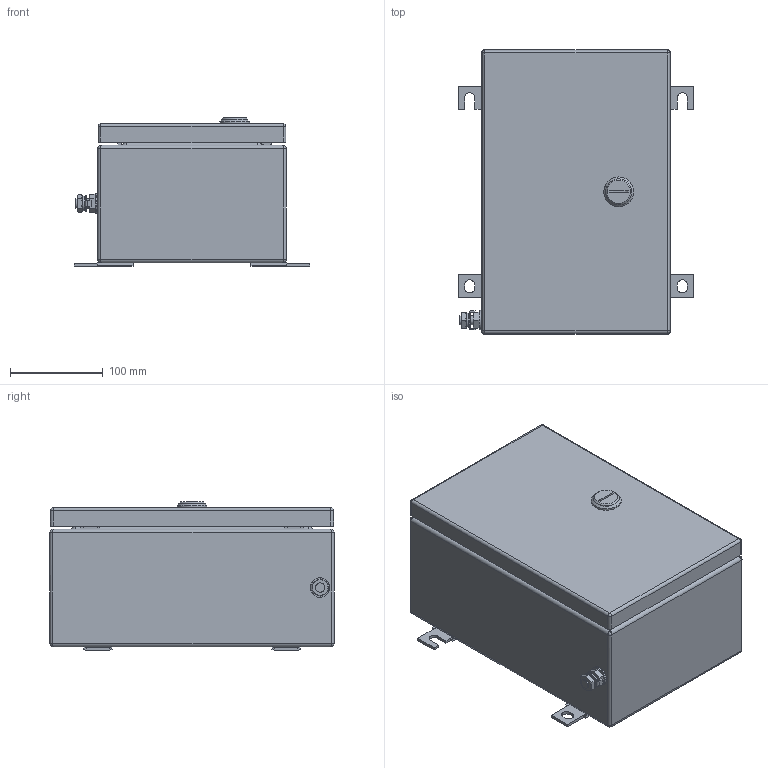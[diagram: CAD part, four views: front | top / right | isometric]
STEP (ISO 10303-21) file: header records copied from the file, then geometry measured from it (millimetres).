
FILE_DESCRIPTION(('CATIA V5 STEP Exchange','CAx-IF Rec.Pracs.--- Model Styling and Organization---1.4--- 2014-01-23'),'2;1');
FILE_NAME ('1530529-3_0_8000109883_8000109883_KTB_QL_302015_S4E0_LD.stp','2023-05-02T10:34:42+00:00',('none'),('Weidmueller'),'CATIA Version 5-6 Release 2016 SP3 HF44','CATIA V5 STEP AP214','none');
FILE_SCHEMA(('AUTOMOTIVE_DESIGN { 1 0 10303 214 1 1 1 1 }'));
Length unit declared in the file: millimetre
Products named in the file (1): 8000109883_KTB_QL_302015_S4E0_LD
Bounding box: 254 x 306 x 159.8 mm (x, y, z)
Volume: 576976.5 mm3; surface area: 705162.3 mm2
Topology: 43 solids, 44 shells, 954 faces, 2280 edges, 1421 vertices
Faces by surface type: plane 415, cylinder 399, cone 92, bspline 24, torus 16, sphere 8
Entity records: 29853 total; most frequent: CARTESIAN_POINT 8842, ORIENTED_EDGE 4468, DIRECTION 3715, EDGE_CURVE 2234, AXIS2_PLACEMENT_3D 1543, VERTEX_POINT 1421, VECTOR 1250, LINE 1250
